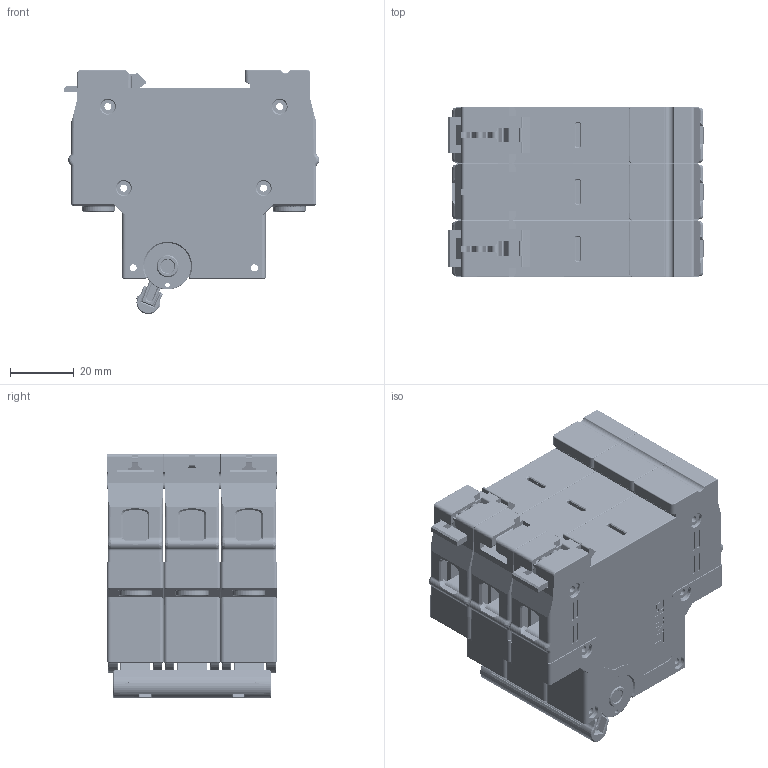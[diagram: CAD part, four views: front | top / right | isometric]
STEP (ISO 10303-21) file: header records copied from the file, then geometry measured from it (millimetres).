
FILE_DESCRIPTION((''),'2;1');
FILE_NAME('NXHB-125-3P_ASM','2017-08-11T',('xujh'),(''),'PRO/ENGINEER BY PARAMETRIC TECHNOLOGY CORPORATION, 2007090','PRO/ENGINEER BY PARAMETRIC TECHNOLOGY CORPORATION, 2007090','');
FILE_SCHEMA(('CONFIG_CONTROL_DESIGN'));
Length unit declared in the file: millimetre
Products named in the file (22): NXHB-125-QUKE-512; SBTH; YAOBI-GAI; YBTH1; 8ZTD-585-979-2; JIEXZ-M5; LUOD-M5; NXHB-125-QUKE-511; DCT; 8-253-639-1-FANGXING; CHUTZC; JIECQ-LONG; PIANZTH_AF0; JCT; CTZC_ASM; NXH-125-63A_AF0_ASM; NXH-125-63A_ASM; LDJ-3P-0_SOLID_1; LDJ-3P-0_ASM; 8ZTD-259-177_ASM; ZDJ; NXHB-125-3P_ASM
Assembly tree (43 placements, depth 4):
  NXHB-125-3P_ASM
    NXH-125-63A_AF0_ASM
      NXHB-125-QUKE-512
      SBTH
      YAOBI-GAI
      YBTH1
      8ZTD-585-979-2  x2
      JIEXZ-M5  x2
      LUOD-M5  x2
      NXHB-125-QUKE-511
      DCT  x2
      8-253-639-1-FANGXING
      CTZC_ASM
        CHUTZC
        JIECQ-LONG
        PIANZTH_AF0
        JCT  x2
    NXH-125-63A_ASM  x2
      NXHB-125-QUKE-512
      SBTH
      YAOBI-GAI
      YBTH1
      8ZTD-585-979-2
      JIEXZ-M5
      LUOD-M5
      NXHB-125-QUKE-511
      DCT
      8-253-639-1-FANGXING
      CTZC_ASM
        CHUTZC
        JIECQ-LONG
        PIANZTH_AF0
        JCT  x2
    8ZTD-259-177_ASM
      LDJ-3P-0_ASM
        LDJ-3P-0_SOLID_1
    ZDJ  x2
Bounding box: 79.9 x 53.4 x 76.46 mm (x, y, z)
Volume: 87845.8 mm3; surface area: 132085.4 mm2
Topology: 60 solids, 63 shells, 6439 faces, 17110 edges, 11074 vertices
Faces by surface type: plane 3732, cylinder 1678, extrusion 462, cone 333, torus 120, bspline 84, sphere 24, revolution 6
Entity records: 78103 total; most frequent: CARTESIAN_POINT 22771, ORIENTED_EDGE 11632, DIRECTION 11054, EDGE_CURVE 5818, VECTOR 4104, LINE 3950, VERTEX_POINT 3773, AXIS2_PLACEMENT_3D 3474
